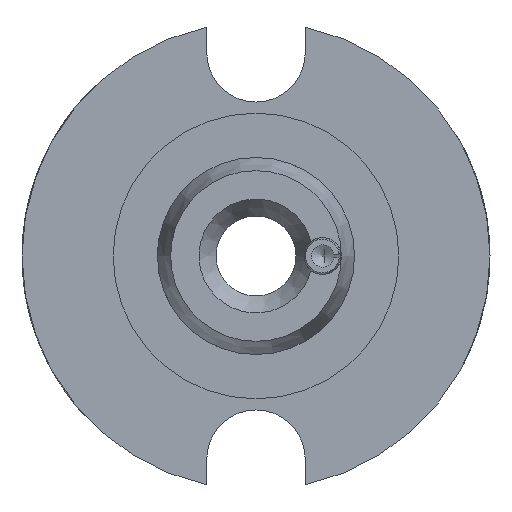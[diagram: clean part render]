
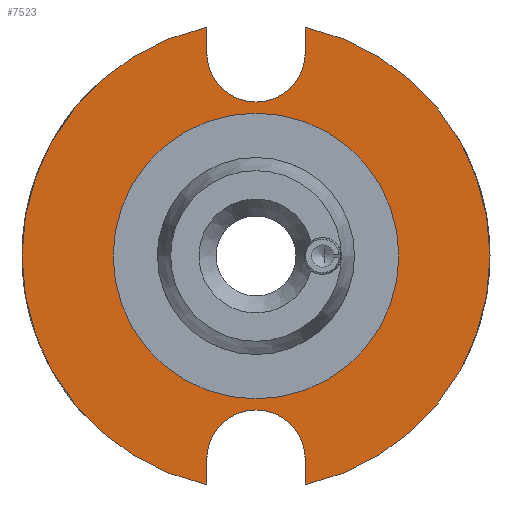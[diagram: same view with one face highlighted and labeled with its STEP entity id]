
A CAD part, left-side view. The second image highlights one B-rep face of the part: STEP entity #7523.
In plain terms, the highlighted planar face has unit normal (-1, 0, 0).
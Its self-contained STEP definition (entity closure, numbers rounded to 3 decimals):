
#138=PLANE('',#7968);
#190=CIRCLE('',#7772,9.5);
#280=CIRCLE('',#7922,9.5);
#287=CIRCLE('',#7937,5.375);
#300=CIRCLE('',#7957,2.);
#302=CIRCLE('',#7962,2.);
#425=FACE_BOUND('',#1421,.T.);
#975=FACE_OUTER_BOUND('',#1420,.T.);
#1420=EDGE_LOOP('',(#6185,#6186,#6187,#6188,#6189,#6190,#6191,#6192));
#1421=EDGE_LOOP('',(#6193));
#1879=LINE('',#14909,#2293);
#1881=LINE('',#14912,#2295);
#1885=LINE('',#14924,#2299);
#1887=LINE('',#14927,#2301);
#2293=VECTOR('',#8979,1.037);
#2295=VECTOR('',#8983,1.037);
#2299=VECTOR('',#8995,1.037);
#2301=VECTOR('',#8999,1.037);
#3077=VERTEX_POINT('',#11405);
#3078=VERTEX_POINT('',#11407);
#3360=VERTEX_POINT('',#14835);
#3363=VERTEX_POINT('',#14840);
#3370=VERTEX_POINT('',#14864);
#3384=VERTEX_POINT('',#14902);
#3385=VERTEX_POINT('',#14904);
#3388=VERTEX_POINT('',#14917);
#3389=VERTEX_POINT('',#14919);
#3920=EDGE_CURVE('',#3077,#3078,#190,.T.);
#4346=EDGE_CURVE('',#3363,#3360,#280,.T.);
#4354=EDGE_CURVE('',#3370,#3370,#287,.T.);
#4372=EDGE_CURVE('',#3385,#3384,#300,.T.);
#4375=EDGE_CURVE('',#3077,#3385,#1879,.T.);
#4377=EDGE_CURVE('',#3384,#3360,#1881,.T.);
#4380=EDGE_CURVE('',#3389,#3388,#302,.T.);
#4383=EDGE_CURVE('',#3363,#3389,#1885,.T.);
#4385=EDGE_CURVE('',#3388,#3078,#1887,.T.);
#6185=ORIENTED_EDGE('',*,*,#4375,.T.);
#6186=ORIENTED_EDGE('',*,*,#4372,.T.);
#6187=ORIENTED_EDGE('',*,*,#4377,.T.);
#6188=ORIENTED_EDGE('',*,*,#4346,.F.);
#6189=ORIENTED_EDGE('',*,*,#4383,.T.);
#6190=ORIENTED_EDGE('',*,*,#4380,.T.);
#6191=ORIENTED_EDGE('',*,*,#4385,.T.);
#6192=ORIENTED_EDGE('',*,*,#3920,.F.);
#6193=ORIENTED_EDGE('',*,*,#4354,.F.);
#7523=ADVANCED_FACE('',(#975,#425),#138,.T.);
#7772=AXIS2_PLACEMENT_3D('',#11408,#8448,#8449);
#7922=AXIS2_PLACEMENT_3D('',#14842,#8897,#8898);
#7937=AXIS2_PLACEMENT_3D('',#14865,#8928,#8929);
#7957=AXIS2_PLACEMENT_3D('',#14905,#8973,#8974);
#7962=AXIS2_PLACEMENT_3D('',#14920,#8989,#8990);
#7968=AXIS2_PLACEMENT_3D('',#14939,#9008,#9009);
#8448=DIRECTION('center_axis',(1.,0.,0.));
#8449=DIRECTION('ref_axis',(0.,-1.,0.));
#8897=DIRECTION('center_axis',(1.,0.,0.));
#8898=DIRECTION('ref_axis',(0.,-1.,0.));
#8928=DIRECTION('center_axis',(-1.,0.,0.));
#8929=DIRECTION('ref_axis',(0.,-1.,0.));
#8973=DIRECTION('center_axis',(1.,0.,0.));
#8974=DIRECTION('ref_axis',(0.,1.,0.));
#8979=DIRECTION('',(0.,0.,-1.));
#8983=DIRECTION('',(0.,0.,1.));
#8989=DIRECTION('center_axis',(1.,0.,0.));
#8990=DIRECTION('ref_axis',(0.,-1.,0.));
#8995=DIRECTION('',(0.,0.,1.));
#8999=DIRECTION('',(0.,0.,-1.));
#9008=DIRECTION('center_axis',(-1.,0.,0.));
#9009=DIRECTION('ref_axis',(0.,0.,-1.));
#11405=CARTESIAN_POINT('',(2.35,-2.,9.287));
#11407=CARTESIAN_POINT('',(2.35,-2.,-9.287));
#11408=CARTESIAN_POINT('Origin',(2.35,0.,0.));
#14835=CARTESIAN_POINT('',(2.35,2.,9.287));
#14840=CARTESIAN_POINT('',(2.35,2.,-9.287));
#14842=CARTESIAN_POINT('Origin',(2.35,0.,0.));
#14864=CARTESIAN_POINT('',(2.35,5.375,0.));
#14865=CARTESIAN_POINT('Origin',(2.35,0.,0.));
#14902=CARTESIAN_POINT('',(2.35,2.,8.25));
#14904=CARTESIAN_POINT('',(2.35,-2.,8.25));
#14905=CARTESIAN_POINT('Origin',(2.35,0.,8.25));
#14909=CARTESIAN_POINT('',(2.35,-2.,9.287));
#14912=CARTESIAN_POINT('',(2.35,2.,8.25));
#14917=CARTESIAN_POINT('',(2.35,-2.,-8.25));
#14919=CARTESIAN_POINT('',(2.35,2.,-8.25));
#14920=CARTESIAN_POINT('Origin',(2.35,0.,-8.25));
#14924=CARTESIAN_POINT('',(2.35,2.,-9.287));
#14927=CARTESIAN_POINT('',(2.35,-2.,-8.25));
#14939=CARTESIAN_POINT('Origin',(2.35,-4.75,0.));
